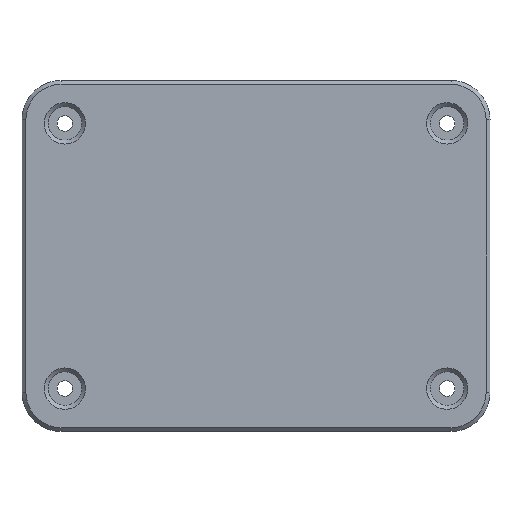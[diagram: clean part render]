
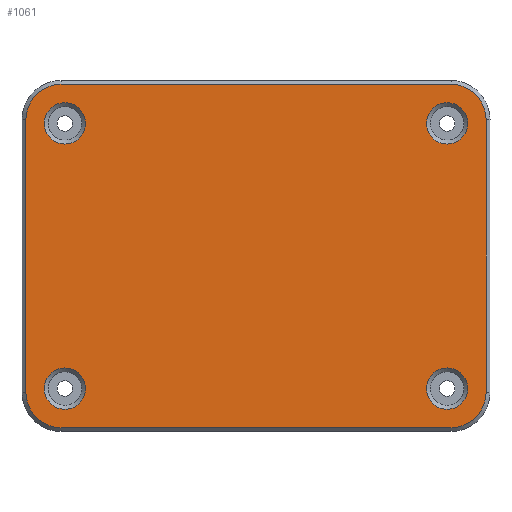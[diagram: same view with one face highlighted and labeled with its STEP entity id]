
A CAD part, front view. The second image highlights one B-rep face of the part: STEP entity #1061.
In plain terms, the highlighted planar face has unit normal (0, -1, 0).
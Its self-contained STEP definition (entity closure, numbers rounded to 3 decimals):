
#37=FACE_BOUND('',#204,.T.);
#38=FACE_BOUND('',#205,.T.);
#39=FACE_BOUND('',#206,.T.);
#40=FACE_BOUND('',#207,.T.);
#56=CIRCLE('',#1131,4.5);
#58=CIRCLE('',#1135,4.5);
#60=CIRCLE('',#1139,4.5);
#62=CIRCLE('',#1143,4.5);
#66=CIRCLE('',#1153,2.65);
#67=CIRCLE('',#1154,2.65);
#68=CIRCLE('',#1155,2.65);
#69=CIRCLE('',#1156,2.65);
#135=FACE_OUTER_BOUND('',#203,.T.);
#203=EDGE_LOOP('',(#785,#786,#787,#788,#789,#790,#791,#792));
#204=EDGE_LOOP('',(#793));
#205=EDGE_LOOP('',(#794));
#206=EDGE_LOOP('',(#795));
#207=EDGE_LOOP('',(#796));
#289=LINE('',#1624,#387);
#293=LINE('',#1636,#391);
#297=LINE('',#1648,#395);
#300=LINE('',#1657,#398);
#387=VECTOR('',#1279,10.);
#391=VECTOR('',#1291,10.);
#395=VECTOR('',#1303,10.);
#398=VECTOR('',#1314,10.);
#479=VERTEX_POINT('',#1611);
#482=VERTEX_POINT('',#1616);
#483=VERTEX_POINT('',#1620);
#485=VERTEX_POINT('',#1626);
#487=VERTEX_POINT('',#1632);
#489=VERTEX_POINT('',#1638);
#491=VERTEX_POINT('',#1644);
#493=VERTEX_POINT('',#1650);
#506=VERTEX_POINT('',#1691);
#507=VERTEX_POINT('',#1693);
#508=VERTEX_POINT('',#1695);
#509=VERTEX_POINT('',#1697);
#578=EDGE_CURVE('',#482,#479,#56,.T.);
#581=EDGE_CURVE('',#479,#483,#289,.T.);
#584=EDGE_CURVE('',#483,#485,#58,.T.);
#587=EDGE_CURVE('',#485,#487,#293,.T.);
#590=EDGE_CURVE('',#487,#489,#60,.T.);
#593=EDGE_CURVE('',#489,#491,#297,.T.);
#596=EDGE_CURVE('',#491,#493,#62,.T.);
#598=EDGE_CURVE('',#493,#482,#300,.T.);
#616=EDGE_CURVE('',#506,#506,#66,.T.);
#617=EDGE_CURVE('',#507,#507,#67,.T.);
#618=EDGE_CURVE('',#508,#508,#68,.T.);
#619=EDGE_CURVE('',#509,#509,#69,.T.);
#785=ORIENTED_EDGE('',*,*,#578,.F.);
#786=ORIENTED_EDGE('',*,*,#598,.F.);
#787=ORIENTED_EDGE('',*,*,#596,.F.);
#788=ORIENTED_EDGE('',*,*,#593,.F.);
#789=ORIENTED_EDGE('',*,*,#590,.F.);
#790=ORIENTED_EDGE('',*,*,#587,.F.);
#791=ORIENTED_EDGE('',*,*,#584,.F.);
#792=ORIENTED_EDGE('',*,*,#581,.F.);
#793=ORIENTED_EDGE('',*,*,#616,.F.);
#794=ORIENTED_EDGE('',*,*,#617,.F.);
#795=ORIENTED_EDGE('',*,*,#618,.F.);
#796=ORIENTED_EDGE('',*,*,#619,.F.);
#1021=PLANE('',#1152);
#1061=ADVANCED_FACE('',(#135,#37,#38,#39,#40),#1021,.F.);
#1131=AXIS2_PLACEMENT_3D('',#1618,#1273,#1274);
#1135=AXIS2_PLACEMENT_3D('',#1630,#1285,#1286);
#1139=AXIS2_PLACEMENT_3D('',#1642,#1297,#1298);
#1143=AXIS2_PLACEMENT_3D('',#1654,#1309,#1310);
#1152=AXIS2_PLACEMENT_3D('',#1690,#1343,#1344);
#1153=AXIS2_PLACEMENT_3D('',#1692,#1345,#1346);
#1154=AXIS2_PLACEMENT_3D('',#1694,#1347,#1348);
#1155=AXIS2_PLACEMENT_3D('',#1696,#1349,#1350);
#1156=AXIS2_PLACEMENT_3D('',#1698,#1351,#1352);
#1273=DIRECTION('center_axis',(0.,1.,0.));
#1274=DIRECTION('ref_axis',(0.,0.,-1.));
#1279=DIRECTION('',(0.,0.,1.));
#1285=DIRECTION('center_axis',(0.,1.,0.));
#1286=DIRECTION('ref_axis',(-1.,0.,0.));
#1291=DIRECTION('',(1.,0.,0.));
#1297=DIRECTION('center_axis',(0.,1.,0.));
#1298=DIRECTION('ref_axis',(0.,0.,1.));
#1303=DIRECTION('',(0.,0.,-1.));
#1309=DIRECTION('center_axis',(0.,1.,0.));
#1310=DIRECTION('ref_axis',(1.,0.,0.));
#1314=DIRECTION('',(-1.,0.,0.));
#1343=DIRECTION('center_axis',(0.,1.,0.));
#1344=DIRECTION('ref_axis',(1.,0.,0.));
#1345=DIRECTION('center_axis',(0.,-1.,0.));
#1346=DIRECTION('ref_axis',(1.,0.,0.));
#1347=DIRECTION('center_axis',(0.,-1.,0.));
#1348=DIRECTION('ref_axis',(1.,0.,0.));
#1349=DIRECTION('center_axis',(0.,-1.,0.));
#1350=DIRECTION('ref_axis',(1.,0.,0.));
#1351=DIRECTION('center_axis',(0.,-1.,0.));
#1352=DIRECTION('ref_axis',(1.,0.,0.));
#1611=CARTESIAN_POINT('',(-29.5,0.,-17.5));
#1616=CARTESIAN_POINT('',(-25.,0.,-22.));
#1618=CARTESIAN_POINT('Origin',(-25.,0.,-17.5));
#1620=CARTESIAN_POINT('',(-29.5,0.,17.5));
#1624=CARTESIAN_POINT('',(-29.5,0.,-8.75));
#1626=CARTESIAN_POINT('',(-25.,0.,22.));
#1630=CARTESIAN_POINT('Origin',(-25.,0.,17.5));
#1632=CARTESIAN_POINT('',(25.,0.,22.));
#1636=CARTESIAN_POINT('',(-12.5,0.,22.));
#1638=CARTESIAN_POINT('',(29.5,0.,17.5));
#1642=CARTESIAN_POINT('Origin',(25.,0.,17.5));
#1644=CARTESIAN_POINT('',(29.5,0.,-17.5));
#1648=CARTESIAN_POINT('',(29.5,0.,8.75));
#1650=CARTESIAN_POINT('',(25.,0.,-22.));
#1654=CARTESIAN_POINT('Origin',(25.,0.,-17.5));
#1657=CARTESIAN_POINT('',(12.5,0.,-22.));
#1690=CARTESIAN_POINT('Origin',(0.,0.,0.));
#1691=CARTESIAN_POINT('',(21.85,0.,-17.));
#1692=CARTESIAN_POINT('Origin',(24.5,0.,-17.));
#1693=CARTESIAN_POINT('',(21.85,0.,17.));
#1694=CARTESIAN_POINT('Origin',(24.5,0.,17.));
#1695=CARTESIAN_POINT('',(-27.15,0.,17.));
#1696=CARTESIAN_POINT('Origin',(-24.5,0.,17.));
#1697=CARTESIAN_POINT('',(-27.15,0.,-17.));
#1698=CARTESIAN_POINT('Origin',(-24.5,0.,-17.));
